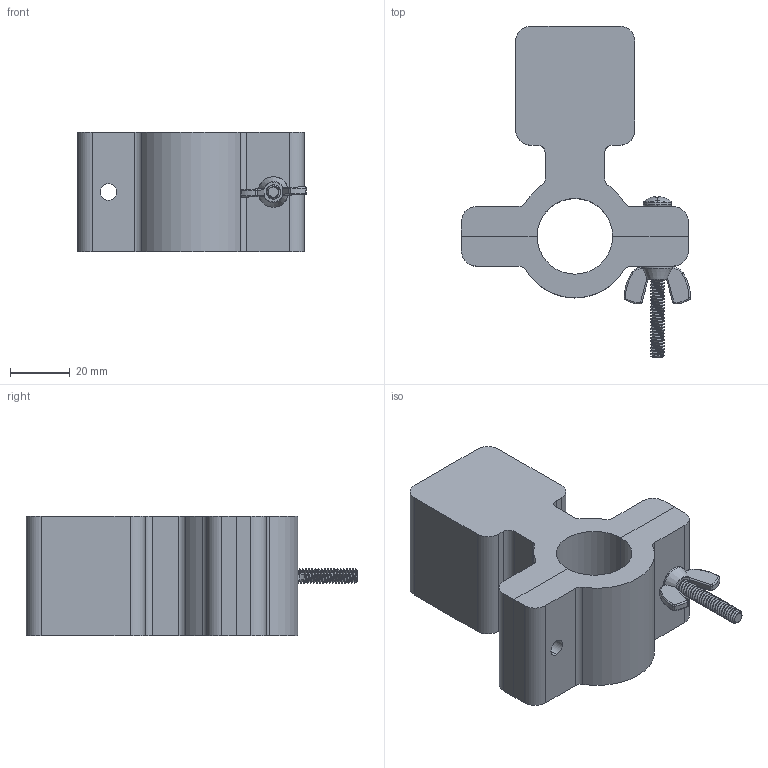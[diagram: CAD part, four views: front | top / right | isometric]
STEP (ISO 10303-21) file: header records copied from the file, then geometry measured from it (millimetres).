
FILE_DESCRIPTION (( 'STEP AP203' ), '1' );
FILE_NAME ('attachment.STEP', '2022-05-17T12:56:37', ( '' ), ( '' ), 'SwSTEP 2.0', 'SolidWorks 2021', '' );
FILE_SCHEMA (( 'CONFIG_CONTROL_DESIGN' ));
Length unit declared in the file: millimetre
Products named in the file (5): attachment; half clamp; other half; 91772A253_Passivated 18-8 Stainless Steel Pan Head Phillips Screw_91772A253; 92001A301_18-8 Stainless Steel Wing Nut_92001A301
Assembly tree (4 placements, depth 2):
  attachment
    other half
    half clamp
    91772A253_Passivated 18-8 Stainless Steel Pan Head Phillips Screw_91772A253
    92001A301_18-8 Stainless Steel Wing Nut_92001A301
Bounding box: 76.95 x 111.39 x 40 mm (x, y, z)
Volume: 113046.6 mm3; surface area: 32868.5 mm2
Topology: 4 solids, 4 shells, 430 faces, 1226 edges, 806 vertices
Faces by surface type: cylinder 319, plane 57, torus 26, cone 21, bspline 5, sphere 2
Entity records: 18961 total; most frequent: CARTESIAN_POINT 8758, ORIENTED_EDGE 2452, DIRECTION 1701, EDGE_CURVE 1226, VERTEX_POINT 806, AXIS2_PLACEMENT_3D 632, EDGE_LOOP 442, VECTOR 437
